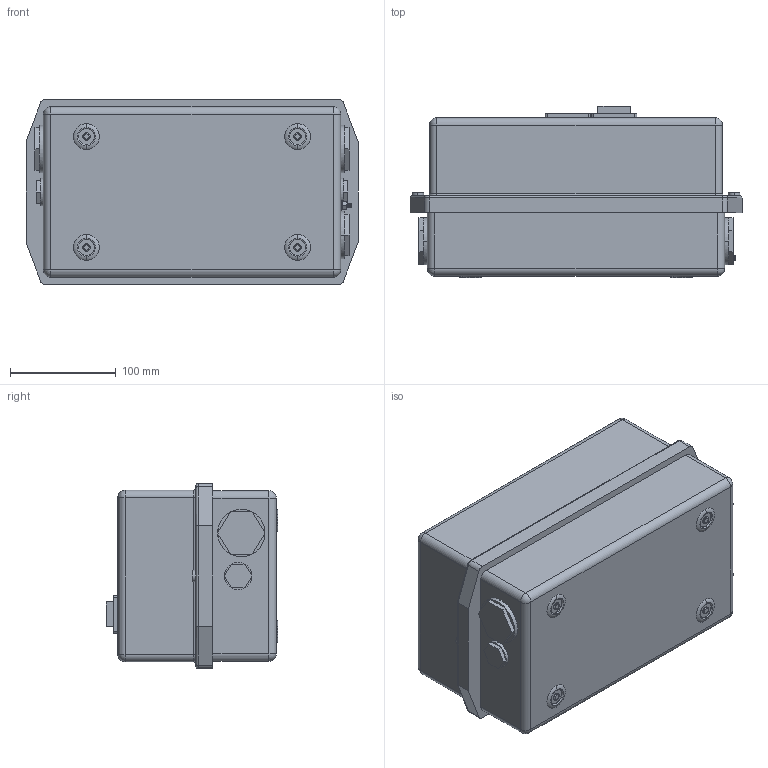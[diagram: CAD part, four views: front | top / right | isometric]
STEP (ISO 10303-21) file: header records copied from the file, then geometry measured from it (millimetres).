
FILE_DESCRIPTION (( 'STEP AP214' ), '1' );
FILE_NAME ('KKM46-095-380-00 Êîíòàêòîð ÊÌÈ49562 95À â îáîëî÷êå Ue=380Â_ÀÑ3 IP54 ÈÝÊ.STEP', '2017-11-15T12:17:22', ( '' ), ( '' ), 'SwSTEP 2.0', 'SolidWorks 2014', '' );
FILE_SCHEMA (( 'AUTOMOTIVE_DESIGN' ));
Length unit declared in the file: millimetre
Products named in the file (1): KKM46-095-380-00 Êîíòàêòîð ÊÌÈ49562 95À â îáîëî÷êå Ue=380Â_ÀÑ3  IP54 ÈÝÊ
Bounding box: 314.5 x 162.5 x 175.5 mm (x, y, z)
Volume: 6965284.1 mm3; surface area: 241319 mm2
Topology: 1 solids, 1 shells, 335 faces, 761 edges, 453 vertices
Faces by surface type: plane 196, cylinder 94, torus 35, sphere 8, bspline 2
Entity records: 10768 total; most frequent: CARTESIAN_POINT 3217, DIRECTION 1632, ORIENTED_EDGE 1506, EDGE_CURVE 753, AXIS2_PLACEMENT_3D 586, LINE 460, VECTOR 460, VERTEX_POINT 453
